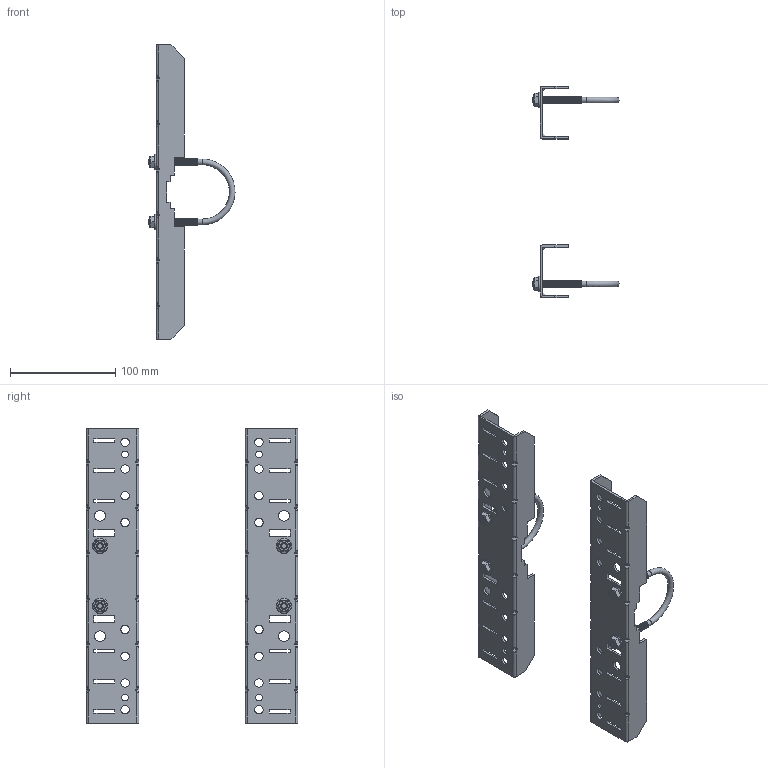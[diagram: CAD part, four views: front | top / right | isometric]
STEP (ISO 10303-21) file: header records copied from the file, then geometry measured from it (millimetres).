
FILE_DESCRIPTION (( 'STEP AP214' ), '1' );
FILE_NAME ('TEF-PMT16.STEP', '2018-11-20T20:40:40', ( '' ), ( '' ), 'SwSTEP 2.0', 'SolidWorks 2017', '' );
FILE_SCHEMA (( 'AUTOMOTIVE_DESIGN' ));
Length unit declared in the file: inch
Products named in the file (4): XFN-0007; XHW-UBLT04; 1BE04-006; TEF-PMT16
Assembly tree (8 placements, depth 2):
  TEF-PMT16
    1BE04-006  x2
    XHW-UBLT04  x2
    XFN-0007  x4
Bounding box: 81.72 x 200.73 x 279.4 mm (x, y, z)
Volume: 120734.4 mm3; surface area: 115170.7 mm2
Topology: 8 solids, 8 shells, 1062 faces, 2592 edges, 1578 vertices
Faces by surface type: cone 472, plane 374, cylinder 112, bspline 90, torus 14
Full cylindrical faces by diameter (mm): 5.436 x4, 6.35 x4, 7.137 x4, 7.925 x16, 10.312 x4
Entity records: 21946 total; most frequent: CARTESIAN_POINT 6100, DIRECTION 2020, ORIENTED_EDGE 1968, EDGE_CURVE 984, EDGE_LOOP 810, VERTEX_POINT 742, AXIS2_PLACEMENT_3D 738, LINE 544
